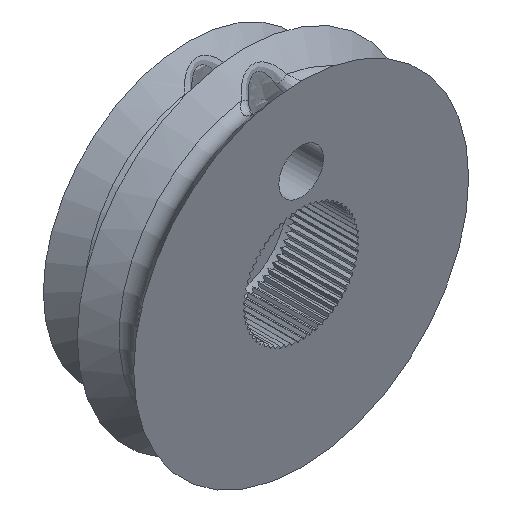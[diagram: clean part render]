
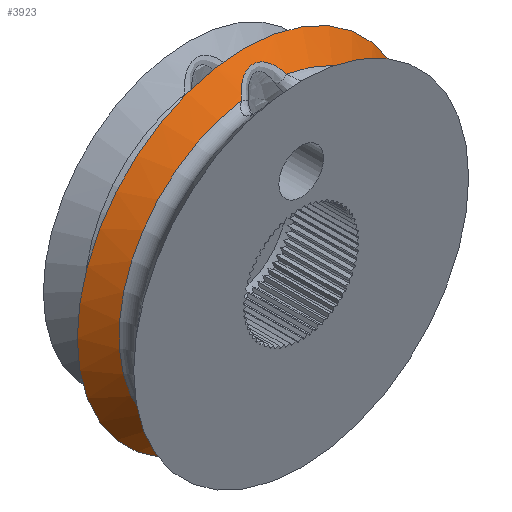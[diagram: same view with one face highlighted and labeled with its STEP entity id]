
A CAD part, isometric view. The second image highlights one B-rep face of the part: STEP entity #3923.
In plain terms, the highlighted conical face has half-angle 49.399 degrees and reference radius 6.651 mm.
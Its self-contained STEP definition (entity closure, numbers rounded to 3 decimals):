
#221=CONICAL_SURFACE('',#4151,6.651,0.862);
#227=LINE('',#5971,#556);
#556=VECTOR('',#4510,6.651);
#889=FACE_OUTER_BOUND('',#1104,.T.);
#1104=EDGE_LOOP('',(#2681,#2682,#2683,#2684,#2685,#2686));
#1331=B_SPLINE_CURVE_WITH_KNOTS('',3,(#5816,#5817,#5818,#5819,#5820,#5821,
#5822,#5823,#5824),.UNSPECIFIED.,.F.,.F.,(4,1,1,1,1,1,4),(-0.255,
-0.209,-0.182,-0.146,-0.109,
-0.036,0.),.UNSPECIFIED.);
#1476=CIRCLE('',#4152,6.172);
#1477=CIRCLE('',#4153,7.13);
#1478=CIRCLE('',#4154,6.172);
#1619=VERTEX_POINT('',#5583);
#1627=VERTEX_POINT('',#5747);
#1629=VERTEX_POINT('',#5968);
#1630=VERTEX_POINT('',#5970);
#2043=EDGE_CURVE('',#1619,#1627,#1331,.T.);
#2047=EDGE_CURVE('',#1619,#1629,#1476,.T.);
#2048=EDGE_CURVE('',#1629,#1630,#227,.T.);
#2049=EDGE_CURVE('',#1630,#1630,#1477,.T.);
#2050=EDGE_CURVE('',#1629,#1627,#1478,.T.);
#2681=ORIENTED_EDGE('',*,*,#2043,.F.);
#2682=ORIENTED_EDGE('',*,*,#2047,.T.);
#2683=ORIENTED_EDGE('',*,*,#2048,.T.);
#2684=ORIENTED_EDGE('',*,*,#2049,.F.);
#2685=ORIENTED_EDGE('',*,*,#2048,.F.);
#2686=ORIENTED_EDGE('',*,*,#2050,.T.);
#3923=ADVANCED_FACE('',(#889),#221,.T.);
#4151=AXIS2_PLACEMENT_3D('',#5967,#4506,#4507);
#4152=AXIS2_PLACEMENT_3D('',#5969,#4508,#4509);
#4153=AXIS2_PLACEMENT_3D('',#5972,#4511,#4512);
#4154=AXIS2_PLACEMENT_3D('',#5973,#4513,#4514);
#4506=DIRECTION('center_axis',(0.,1.,0.));
#4507=DIRECTION('ref_axis',(0.,0.,1.));
#4508=DIRECTION('center_axis',(0.,1.,0.));
#4509=DIRECTION('ref_axis',(0.,0.,1.));
#4510=DIRECTION('',(0.,0.651,-0.759));
#4511=DIRECTION('center_axis',(0.,1.,0.));
#4512=DIRECTION('ref_axis',(1.,0.,0.));
#4513=DIRECTION('center_axis',(0.,1.,0.));
#4514=DIRECTION('ref_axis',(0.,0.,1.));
#5583=CARTESIAN_POINT('',(2.489,34.797,33.88));
#5747=CARTESIAN_POINT('',(0.558,34.797,33.88));
#5816=CARTESIAN_POINT('Ctrl Pts',(2.489,34.797,33.88));
#5817=CARTESIAN_POINT('Ctrl Pts',(2.423,34.882,33.99));
#5818=CARTESIAN_POINT('Ctrl Pts',(2.294,35.01,34.16));
#5819=CARTESIAN_POINT('Ctrl Pts',(2.029,35.168,34.37));
#5820=CARTESIAN_POINT('Ctrl Pts',(1.72,35.269,34.507));
#5821=CARTESIAN_POINT('Ctrl Pts',(1.192,35.266,34.503));
#5822=CARTESIAN_POINT('Ctrl Pts',(0.791,35.056,34.219));
#5823=CARTESIAN_POINT('Ctrl Pts',(0.61,34.865,33.968));
#5824=CARTESIAN_POINT('Ctrl Pts',(0.558,34.797,33.88));
#5967=CARTESIAN_POINT('Origin',(1.523,35.208,27.783));
#5968=CARTESIAN_POINT('',(1.523,34.797,21.611));
#5969=CARTESIAN_POINT('Origin',(1.523,34.797,27.783));
#5970=CARTESIAN_POINT('',(1.523,35.618,20.654));
#5971=CARTESIAN_POINT('',(1.523,35.208,21.132));
#5972=CARTESIAN_POINT('Origin',(1.523,35.618,27.783));
#5973=CARTESIAN_POINT('Origin',(1.523,34.797,27.783));
